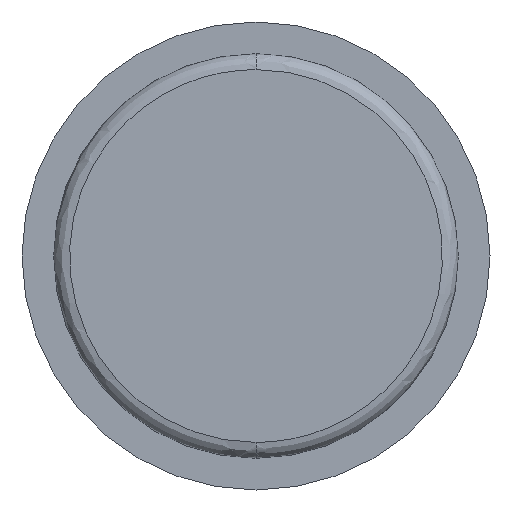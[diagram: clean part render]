
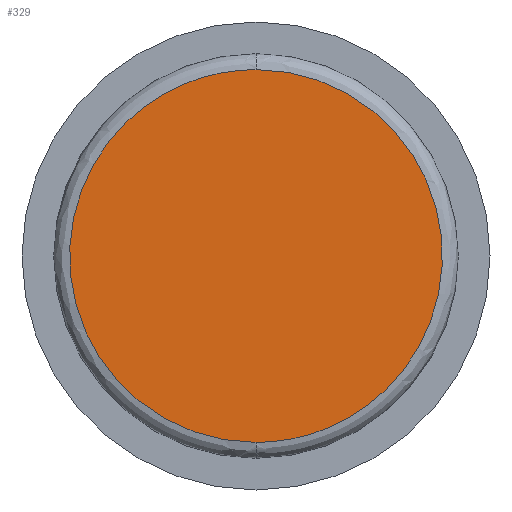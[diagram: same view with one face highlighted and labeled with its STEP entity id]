
A CAD part, front view. The second image highlights one B-rep face of the part: STEP entity #329.
In plain terms, the highlighted planar face has unit normal (0, -1, 0).
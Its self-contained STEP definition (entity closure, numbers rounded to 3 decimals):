
#94 = CARTESIAN_POINT ( 'NONE',  ( 47., -2., -23.5 ) ) ;
#161 = EDGE_CURVE ( 'NONE', #303, #966, #768, .T. ) ;
#193 = CARTESIAN_POINT ( 'NONE',  ( -47., -2., -23.5 ) ) ;
#303 = VERTEX_POINT ( 'NONE', #637 ) ;
#329 = ADVANCED_FACE ( 'NONE', ( #1457 ), #1151, .T. ) ;
#433 = CARTESIAN_POINT ( 'NONE',  ( 0., -2., 23.5 ) ) ;
#484 = CARTESIAN_POINT ( 'NONE',  ( 47., -2., 23.5 ) ) ;
#489 = CARTESIAN_POINT ( 'NONE',  ( 0., -2., 23.5 ) ) ;
#585 = EDGE_CURVE ( 'NONE', #966, #303, #994, .T. ) ;
#637 = CARTESIAN_POINT ( 'NONE',  ( 0., -2., 23.5 ) ) ;
#682 = CARTESIAN_POINT ( 'NONE',  ( 0., -2., -23.5 ) ) ;
#705 = CARTESIAN_POINT ( 'NONE',  ( 0., -2., -23.5 ) ) ;
#768 =( BOUNDED_CURVE ( )  B_SPLINE_CURVE ( 3, ( #489, #484, #94, #1620 ),
 .UNSPECIFIED., .F., .F. ) 
 B_SPLINE_CURVE_WITH_KNOTS ( ( 4, 4 ),
 ( 0.25, 0.75 ),
 .UNSPECIFIED. ) 
 CURVE ( )  GEOMETRIC_REPRESENTATION_ITEM ( )  RATIONAL_B_SPLINE_CURVE ( ( 1., 0.333, 0.333, 1. ) ) 
 REPRESENTATION_ITEM ( '' )  );
#789 = AXIS2_PLACEMENT_3D ( 'NONE', #897, #1137, #1023 ) ;
#897 = CARTESIAN_POINT ( 'NONE',  ( -11.75, -2., 0. ) ) ;
#966 = VERTEX_POINT ( 'NONE', #682 ) ;
#986 = ORIENTED_EDGE ( 'NONE', *, *, #585, .F. ) ;
#994 =( BOUNDED_CURVE ( )  B_SPLINE_CURVE ( 3, ( #705, #193, #1590, #433 ),
 .UNSPECIFIED., .F., .F. ) 
 B_SPLINE_CURVE_WITH_KNOTS ( ( 4, 4 ),
 ( 0.75, 1.25 ),
 .UNSPECIFIED. ) 
 CURVE ( )  GEOMETRIC_REPRESENTATION_ITEM ( )  RATIONAL_B_SPLINE_CURVE ( ( 1., 0.333, 0.333, 1. ) ) 
 REPRESENTATION_ITEM ( '' )  );
#1023 = DIRECTION ( 'NONE',  ( 0., 0., -1. ) ) ;
#1137 = DIRECTION ( 'NONE',  ( 0., -1., 0. ) ) ;
#1151 = PLANE ( 'NONE',  #789 ) ;
#1303 = ORIENTED_EDGE ( 'NONE', *, *, #161, .F. ) ;
#1457 = FACE_OUTER_BOUND ( 'NONE', #1579, .T. ) ;
#1579 = EDGE_LOOP ( 'NONE', ( #986, #1303 ) ) ;
#1590 = CARTESIAN_POINT ( 'NONE',  ( -47., -2., 23.5 ) ) ;
#1620 = CARTESIAN_POINT ( 'NONE',  ( 0., -2., -23.5 ) ) ;
